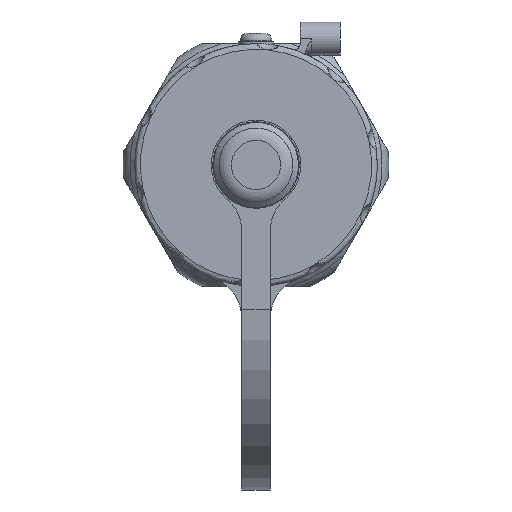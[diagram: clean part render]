
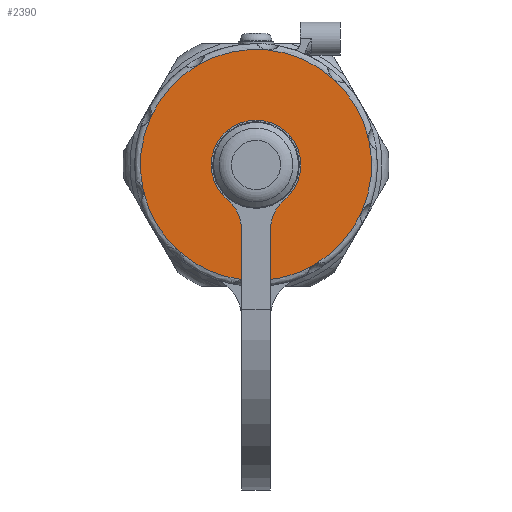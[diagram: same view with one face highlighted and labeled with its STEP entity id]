
A CAD part, front view. The second image highlights one B-rep face of the part: STEP entity #2390.
In plain terms, the highlighted planar face has unit normal (0, -1, 0).
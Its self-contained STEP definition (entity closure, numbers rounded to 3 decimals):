
#125=FACE_BOUND('',#346,.T.);
#198=FACE_OUTER_BOUND('',#345,.T.);
#345=EDGE_LOOP('',(#1912,#1913,#1914,#1915,#1916,#1917,#1918,#1919,#1920,
#1921));
#346=EDGE_LOOP('',(#1922,#1923));
#483=CIRCLE('',#2569,4.75);
#484=CIRCLE('',#2570,4.75);
#515=CIRCLE('',#2623,20.);
#516=CIRCLE('',#2625,20.);
#517=CIRCLE('',#2627,20.);
#518=CIRCLE('',#2629,20.);
#519=CIRCLE('',#2631,20.);
#520=CIRCLE('',#2632,20.);
#521=CIRCLE('',#2633,20.);
#522=CIRCLE('',#2634,20.);
#523=CIRCLE('',#2635,20.);
#524=CIRCLE('',#2636,20.);
#1003=VERTEX_POINT('',#4575);
#1004=VERTEX_POINT('',#4577);
#1078=VERTEX_POINT('',#4976);
#1079=VERTEX_POINT('',#4977);
#1080=VERTEX_POINT('',#5022);
#1081=VERTEX_POINT('',#5065);
#1082=VERTEX_POINT('',#5106);
#1083=VERTEX_POINT('',#5149);
#1084=VERTEX_POINT('',#5151);
#1085=VERTEX_POINT('',#5153);
#1086=VERTEX_POINT('',#5155);
#1087=VERTEX_POINT('',#5157);
#1287=EDGE_CURVE('',#1004,#1003,#483,.T.);
#1288=EDGE_CURVE('',#1003,#1004,#484,.T.);
#1379=EDGE_CURVE('',#1078,#1079,#515,.F.);
#1382=EDGE_CURVE('',#1080,#1078,#516,.F.);
#1386=EDGE_CURVE('',#1079,#1081,#517,.F.);
#1388=EDGE_CURVE('',#1081,#1082,#518,.F.);
#1391=EDGE_CURVE('',#1082,#1083,#519,.F.);
#1392=EDGE_CURVE('',#1083,#1084,#520,.F.);
#1393=EDGE_CURVE('',#1084,#1085,#521,.F.);
#1394=EDGE_CURVE('',#1085,#1086,#522,.F.);
#1395=EDGE_CURVE('',#1086,#1087,#523,.F.);
#1396=EDGE_CURVE('',#1087,#1080,#524,.F.);
#1912=ORIENTED_EDGE('',*,*,#1386,.T.);
#1913=ORIENTED_EDGE('',*,*,#1388,.T.);
#1914=ORIENTED_EDGE('',*,*,#1391,.T.);
#1915=ORIENTED_EDGE('',*,*,#1392,.T.);
#1916=ORIENTED_EDGE('',*,*,#1393,.T.);
#1917=ORIENTED_EDGE('',*,*,#1394,.T.);
#1918=ORIENTED_EDGE('',*,*,#1395,.T.);
#1919=ORIENTED_EDGE('',*,*,#1396,.T.);
#1920=ORIENTED_EDGE('',*,*,#1382,.T.);
#1921=ORIENTED_EDGE('',*,*,#1379,.T.);
#1922=ORIENTED_EDGE('',*,*,#1287,.T.);
#1923=ORIENTED_EDGE('',*,*,#1288,.T.);
#2308=PLANE('',#2630);
#2390=ADVANCED_FACE('',(#198,#125),#2308,.F.);
#2569=AXIS2_PLACEMENT_3D('',#4578,#3004,#3005);
#2570=AXIS2_PLACEMENT_3D('',#4579,#3006,#3007);
#2623=AXIS2_PLACEMENT_3D('',#4978,#3161,#3162);
#2625=AXIS2_PLACEMENT_3D('',#5023,#3165,#3166);
#2627=AXIS2_PLACEMENT_3D('',#5086,#3169,#3170);
#2629=AXIS2_PLACEMENT_3D('',#5107,#3173,#3174);
#2630=AXIS2_PLACEMENT_3D('',#5148,#3175,#3176);
#2631=AXIS2_PLACEMENT_3D('',#5150,#3177,#3178);
#2632=AXIS2_PLACEMENT_3D('',#5152,#3179,#3180);
#2633=AXIS2_PLACEMENT_3D('',#5154,#3181,#3182);
#2634=AXIS2_PLACEMENT_3D('',#5156,#3183,#3184);
#2635=AXIS2_PLACEMENT_3D('',#5158,#3185,#3186);
#2636=AXIS2_PLACEMENT_3D('',#5159,#3187,#3188);
#3004=DIRECTION('center_axis',(0.,1.,0.));
#3005=DIRECTION('ref_axis',(0.506,0.,-0.863));
#3006=DIRECTION('center_axis',(0.,1.,0.));
#3007=DIRECTION('ref_axis',(0.506,0.,-0.863));
#3161=DIRECTION('center_axis',(0.,1.,0.));
#3162=DIRECTION('ref_axis',(0.506,0.,-0.863));
#3165=DIRECTION('center_axis',(0.,1.,0.));
#3166=DIRECTION('ref_axis',(0.506,0.,-0.863));
#3169=DIRECTION('center_axis',(0.,1.,0.));
#3170=DIRECTION('ref_axis',(0.506,0.,-0.863));
#3173=DIRECTION('center_axis',(0.,1.,0.));
#3174=DIRECTION('ref_axis',(0.506,0.,-0.863));
#3175=DIRECTION('center_axis',(0.,1.,0.));
#3176=DIRECTION('ref_axis',(0.506,0.,-0.863));
#3177=DIRECTION('center_axis',(0.,1.,0.));
#3178=DIRECTION('ref_axis',(0.506,0.,-0.863));
#3179=DIRECTION('center_axis',(0.,1.,0.));
#3180=DIRECTION('ref_axis',(0.506,0.,-0.863));
#3181=DIRECTION('center_axis',(0.,1.,0.));
#3182=DIRECTION('ref_axis',(0.506,0.,-0.863));
#3183=DIRECTION('center_axis',(0.,1.,0.));
#3184=DIRECTION('ref_axis',(0.506,0.,-0.863));
#3185=DIRECTION('center_axis',(0.,1.,0.));
#3186=DIRECTION('ref_axis',(0.506,0.,-0.863));
#3187=DIRECTION('center_axis',(0.,1.,0.));
#3188=DIRECTION('ref_axis',(0.506,0.,-0.863));
#4575=CARTESIAN_POINT('',(-2.402,-39.,4.098));
#4577=CARTESIAN_POINT('',(2.402,-39.,-4.098));
#4578=CARTESIAN_POINT('Origin',(0.,-39.,
0.));
#4579=CARTESIAN_POINT('Origin',(0.,-39.,
0.));
#4976=CARTESIAN_POINT('',(1.959,-39.,19.904));
#4977=CARTESIAN_POINT('',(-10.114,-39.,17.254));
#4978=CARTESIAN_POINT('Origin',(0.,-39.,
0.));
#5022=CARTESIAN_POINT('',(13.284,-39.,14.951));
#5023=CARTESIAN_POINT('Origin',(0.,-39.,
0.));
#5065=CARTESIAN_POINT('',(-18.324,-39.,8.014));
#5086=CARTESIAN_POINT('Origin',(0.,-39.,
0.));
#5106=CARTESIAN_POINT('',(-19.535,-39.,-4.288));
#5107=CARTESIAN_POINT('Origin',(0.,-39.,
0.));
#5148=CARTESIAN_POINT('Origin',(-2.402,-39.,4.098));
#5149=CARTESIAN_POINT('',(-13.284,-39.,-14.951));
#5150=CARTESIAN_POINT('Origin',(0.,-39.,
0.));
#5151=CARTESIAN_POINT('',(-1.959,-39.,-19.904));
#5152=CARTESIAN_POINT('Origin',(0.,-39.,
0.));
#5153=CARTESIAN_POINT('',(10.114,-39.,-17.254));
#5154=CARTESIAN_POINT('Origin',(0.,-39.,
0.));
#5155=CARTESIAN_POINT('',(18.324,-39.,-8.014));
#5156=CARTESIAN_POINT('Origin',(0.,-39.,
0.));
#5157=CARTESIAN_POINT('',(19.535,-39.,4.288));
#5158=CARTESIAN_POINT('Origin',(0.,-39.,
0.));
#5159=CARTESIAN_POINT('Origin',(0.,-39.,
0.));
